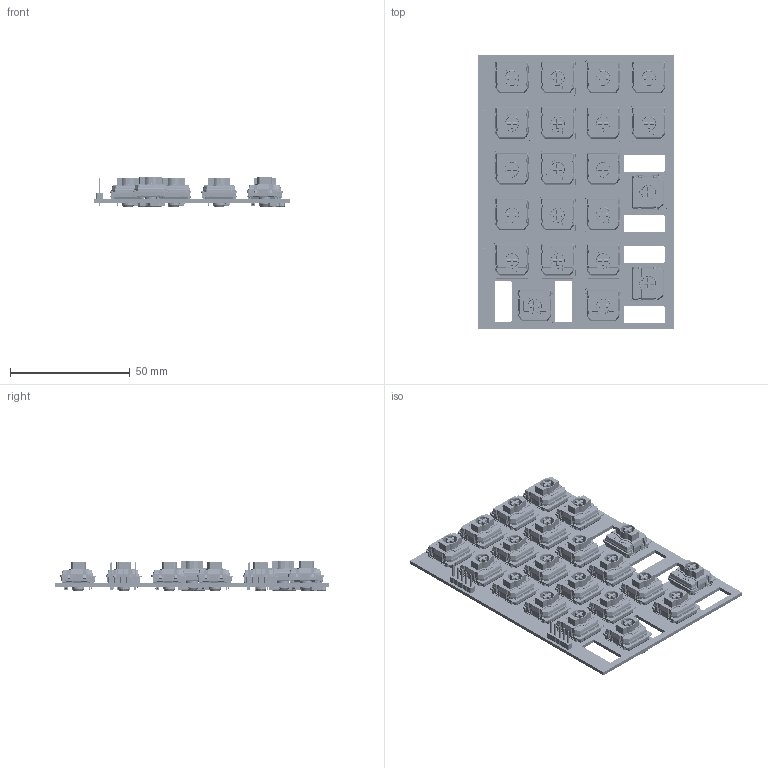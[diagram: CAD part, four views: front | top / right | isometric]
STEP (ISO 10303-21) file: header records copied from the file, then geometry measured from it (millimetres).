
FILE_DESCRIPTION(('KiCad electronic assembly'),'2;1');
FILE_NAME('numpad.step','2026-02-01T18:35:32',('Pcbnew'),('Kicad'), 'Open CASCADE STEP processor 7.9','KiCad to STEP converter','Unknown' );
FILE_SCHEMA(('AUTOMOTIVE_DESIGN { 1 0 10303 214 1 1 1 1 }'));
Length unit declared in the file: millimetre
Products named in the file (8): numpad 1; KS-33 Low Profile 2.0  KS33-20230109ï¼KS-33-Y31  3Då¾ï¼; PG1350-socket; pin; socket; PinHeader_1x05_P2.54mm_Vertical; D_SOD-123; numpad_PCB
Assembly tree (51 placements, depth 3):
  numpad 1
    KS-33 Low Profile 2.0  KS33-20230109ï¼KS-33-Y31  3Då¾ï¼  x21
    PG1350-socket  x3
      pin
      socket
    PinHeader_1x05_P2.54mm_Vertical  x2
    D_SOD-123  x21
    numpad_PCB
Bounding box: 81.79 x 114.25 x 12.65 mm (x, y, z)
Volume: 35198.2 mm3; surface area: 43595.4 mm2
Topology: 54 solids, 138 shells, 18375 faces, 49810 edges, 32061 vertices
Faces by surface type: plane 11756, cylinder 3559, bspline 1302, extrusion 903, cone 582, sphere 210, torus 45, revolution 18
Full cylindrical faces by diameter (mm): 1 x10, 1.2 x42, 5.25 x21
Entity records: 43604 total; most frequent: CARTESIAN_POINT 9756, ORIENTED_EDGE 6864, DIRECTION 6271, EDGE_CURVE 3432, VECTOR 2451, LINE 2408, VERTEX_POINT 2195, AXIS2_PLACEMENT_3D 1907
